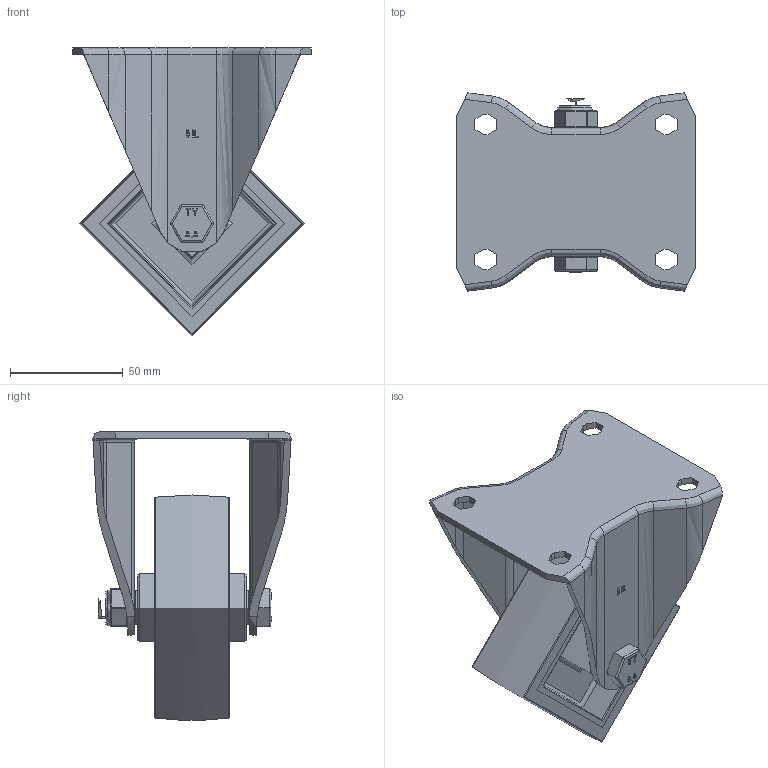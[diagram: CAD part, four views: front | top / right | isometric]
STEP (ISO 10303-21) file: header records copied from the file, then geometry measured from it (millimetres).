
FILE_DESCRIPTION(/* description */ (''),/* implementation_level */ '2;1');
FILE_NAME(/* name */ 'BZHF100NP.step',/* time_stamp */ '2025-06-03T13:02:53+01:00',/* author */ (''),/* organization */ (''),/* preprocessor_version */ 'ST-DEVELOPER v20.1',/* originating_system */ 'Autodesk Translation Framework v14.10.0.0',/* authorisation */ '');
FILE_SCHEMA (('AUTOMOTIVE_DESIGN { 1 0 10303 214 3 1 1 }'));
Length unit declared in the file: millimetre
Products named in the file (14): BZHF100NP; BZHF100AS v1; ZINC PLATED, PRESSED STEEL BRACKET; BZH100WNP61 v1; POLYURETHANE TYRE; NYLON RIM; TUBEM15X50 v1; ZINC PLATED AXLE TUBE; HEXBOLTM10X70Z8.8 v2; GRADE 8.8 THREADED ZINC PLATED BOLT; NYLOCM10Z v1; NYLOC NUT; RUBBER; NUT
Assembly tree (13 placements, depth 4):
  BZHF100NP
    BZHF100AS v1
      ZINC PLATED, PRESSED STEEL BRACKET
    BZH100WNP61 v1
      POLYURETHANE TYRE
      NYLON RIM
    TUBEM15X50 v1
      ZINC PLATED AXLE TUBE
    HEXBOLTM10X70Z8.8 v2
      GRADE 8.8 THREADED ZINC PLATED BOLT
    NYLOCM10Z v1
      NYLOC NUT
        RUBBER
        NUT
Bounding box: 106 x 88 x 127.89 mm (x, y, z)
Volume: 227833.8 mm3; surface area: 101093.9 mm2
Topology: 7 solids, 7 shells, 359 faces, 884 edges, 559 vertices
Faces by surface type: plane 136, cylinder 131, bspline 49, torus 27, sphere 12, cone 4
Full cylindrical faces by diameter (mm): 8.141 x18, 9.85 x19, 10 x3, 10.25 x2, 10.5 x1, 12 x2, 15 x1, 15.4 x1, 16 x2, 30 x2, 82 x2
Entity records: 16167 total; most frequent: CARTESIAN_POINT 7580, ORIENTED_EDGE 1768, DIRECTION 1621, EDGE_CURVE 884, AXIS2_PLACEMENT_3D 587, VERTEX_POINT 559, LINE 447, VECTOR 447
